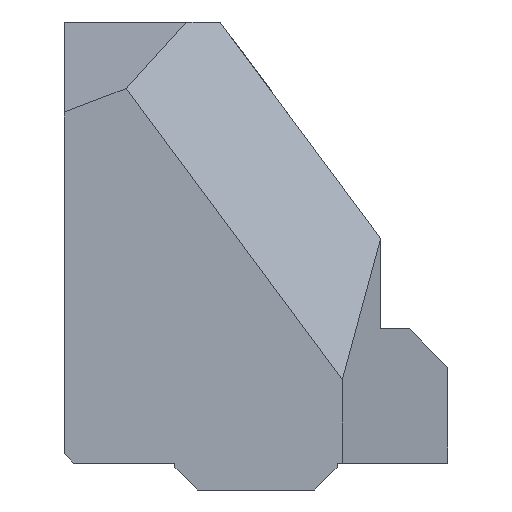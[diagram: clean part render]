
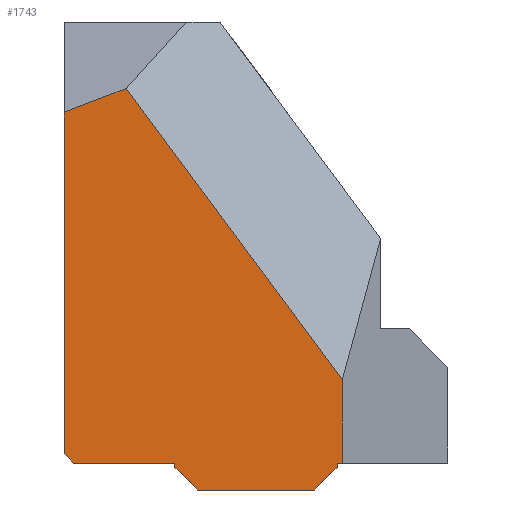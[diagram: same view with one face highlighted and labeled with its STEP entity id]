
A CAD part, left-side view. The second image highlights one B-rep face of the part: STEP entity #1743.
In plain terms, the highlighted planar face has unit normal (-1, 0, 0).
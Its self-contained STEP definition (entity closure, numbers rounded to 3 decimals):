
#118=FACE_OUTER_BOUND('',#221,.T.);
#221=EDGE_LOOP('',(#1369,#1370,#1371,#1372,#1373,#1374,#1375,#1376,#1377,
#1378,#1379,#1380));
#286=LINE('',#2430,#503);
#334=LINE('',#2552,#551);
#337=LINE('',#2558,#554);
#375=LINE('',#2722,#592);
#384=LINE('',#2740,#601);
#392=LINE('',#2755,#609);
#404=LINE('',#2776,#621);
#406=LINE('',#2780,#623);
#407=LINE('',#2782,#624);
#408=LINE('',#2784,#625);
#409=LINE('',#2786,#626);
#410=LINE('',#2787,#627);
#503=VECTOR('',#1970,10.);
#551=VECTOR('',#2082,10.);
#554=VECTOR('',#2087,10.);
#592=VECTOR('',#2155,10.);
#601=VECTOR('',#2168,10.);
#609=VECTOR('',#2180,10.);
#621=VECTOR('',#2200,10.);
#623=VECTOR('',#2204,10.);
#624=VECTOR('',#2205,10.);
#625=VECTOR('',#2206,10.);
#626=VECTOR('',#2207,10.);
#627=VECTOR('',#2208,10.);
#718=VERTEX_POINT('',#2426);
#720=VERTEX_POINT('',#2429);
#762=VERTEX_POINT('',#2550);
#764=VERTEX_POINT('',#2556);
#799=VERTEX_POINT('',#2721);
#806=VERTEX_POINT('',#2739);
#811=VERTEX_POINT('',#2754);
#816=VERTEX_POINT('',#2775);
#817=VERTEX_POINT('',#2779);
#818=VERTEX_POINT('',#2781);
#819=VERTEX_POINT('',#2783);
#820=VERTEX_POINT('',#2785);
#886=EDGE_CURVE('',#718,#720,#286,.T.);
#946=EDGE_CURVE('',#762,#718,#334,.T.);
#949=EDGE_CURVE('',#764,#762,#337,.T.);
#997=EDGE_CURVE('',#799,#720,#375,.T.);
#1006=EDGE_CURVE('',#799,#806,#384,.T.);
#1014=EDGE_CURVE('',#806,#811,#392,.T.);
#1026=EDGE_CURVE('',#811,#816,#404,.T.);
#1028=EDGE_CURVE('',#817,#764,#406,.T.);
#1029=EDGE_CURVE('',#818,#817,#407,.T.);
#1030=EDGE_CURVE('',#819,#818,#408,.T.);
#1031=EDGE_CURVE('',#820,#819,#409,.T.);
#1032=EDGE_CURVE('',#816,#820,#410,.T.);
#1369=ORIENTED_EDGE('',*,*,#946,.F.);
#1370=ORIENTED_EDGE('',*,*,#949,.F.);
#1371=ORIENTED_EDGE('',*,*,#1028,.F.);
#1372=ORIENTED_EDGE('',*,*,#1029,.F.);
#1373=ORIENTED_EDGE('',*,*,#1030,.F.);
#1374=ORIENTED_EDGE('',*,*,#1031,.F.);
#1375=ORIENTED_EDGE('',*,*,#1032,.F.);
#1376=ORIENTED_EDGE('',*,*,#1026,.F.);
#1377=ORIENTED_EDGE('',*,*,#1014,.F.);
#1378=ORIENTED_EDGE('',*,*,#1006,.F.);
#1379=ORIENTED_EDGE('',*,*,#997,.T.);
#1380=ORIENTED_EDGE('',*,*,#886,.F.);
#1647=PLANE('',#1879);
#1743=ADVANCED_FACE('',(#118),#1647,.T.);
#1879=AXIS2_PLACEMENT_3D('',#2778,#2202,#2203);
#1970=DIRECTION('',(0.,0.,1.));
#2082=DIRECTION('',(0.,0.707,0.707));
#2087=DIRECTION('',(0.,1.,0.));
#2155=DIRECTION('',(0.,0.935,-0.354));
#2168=DIRECTION('',(0.,-0.596,-0.803));
#2180=DIRECTION('',(0.,0.,-1.));
#2200=DIRECTION('',(0.,1.,0.));
#2202=DIRECTION('center_axis',(-1.,0.,0.));
#2203=DIRECTION('ref_axis',(0.,1.,0.));
#2204=DIRECTION('',(0.,0.,1.));
#2205=DIRECTION('',(0.,0.707,0.707));
#2206=DIRECTION('',(0.,1.,0.));
#2207=DIRECTION('',(0.,0.707,-0.707));
#2208=DIRECTION('',(0.,0.,-1.));
#2426=CARTESIAN_POINT('',(0.,20.,-4.5));
#2429=CARTESIAN_POINT('',(0.,20.,13.308));
#2430=CARTESIAN_POINT('',(0.,20.,0.));
#2550=CARTESIAN_POINT('',(0.,19.5,-5.));
#2552=CARTESIAN_POINT('',(0.,16.,-8.5));
#2556=CARTESIAN_POINT('',(0.,14.225,-5.));
#2558=CARTESIAN_POINT('',(0.,0.,-5.));
#2721=CARTESIAN_POINT('',(0.,16.77,14.532));
#2722=CARTESIAN_POINT('',(0.,9.677,17.22));
#2739=CARTESIAN_POINT('',(0.,5.5,-0.657));
#2740=CARTESIAN_POINT('',(0.,8.59,3.507));
#2754=CARTESIAN_POINT('',(0.,5.5,-5.));
#2755=CARTESIAN_POINT('',(0.,5.5,0.));
#2775=CARTESIAN_POINT('',(0.,5.775,-5.));
#2776=CARTESIAN_POINT('',(0.,0.,-5.));
#2778=CARTESIAN_POINT('Origin',(0.,0.,0.));
#2779=CARTESIAN_POINT('',(0.,14.225,-5.225));
#2780=CARTESIAN_POINT('',(0.,14.225,-5.35));
#2781=CARTESIAN_POINT('',(0.,13.05,-6.4));
#2782=CARTESIAN_POINT('',(0.,13.05,-6.4));
#2783=CARTESIAN_POINT('',(0.,6.95,-6.4));
#2784=CARTESIAN_POINT('',(0.,11.525,-6.4));
#2785=CARTESIAN_POINT('',(0.,5.775,-5.225));
#2786=CARTESIAN_POINT('',(0.,7.537,-6.988));
#2787=CARTESIAN_POINT('',(0.,5.775,-5.463));
